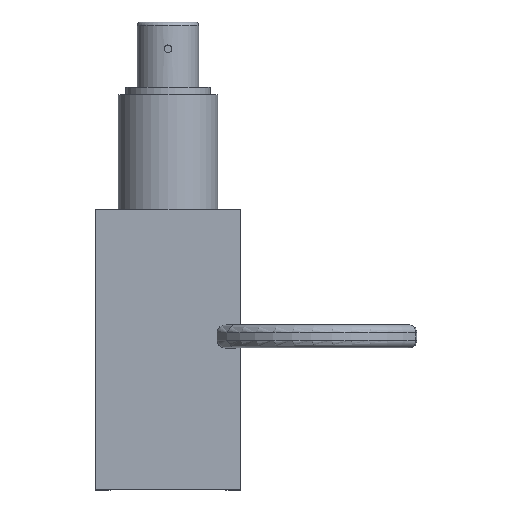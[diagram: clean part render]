
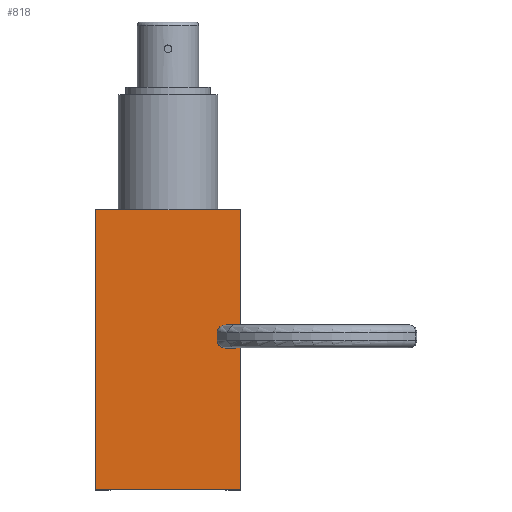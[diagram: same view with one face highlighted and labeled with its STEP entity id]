
A CAD part, top view. The second image highlights one B-rep face of the part: STEP entity #818.
In plain terms, the highlighted planar face has unit normal (0, 0, 1).
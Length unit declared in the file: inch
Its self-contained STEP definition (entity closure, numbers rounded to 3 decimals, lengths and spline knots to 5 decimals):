
#91=FACE_BOUND('',#169,.T.);
#106=B_SPLINE_CURVE_WITH_KNOTS('',3,(#1254,#1255,#1256,#1257,#1258,#1259,
#1260,#1261,#1262,#1263,#1264,#1265,#1266,#1267,#1268,#1269,#1270,#1271),
 .UNSPECIFIED.,.F.,.F.,(4,2,2,2,2,2,2,2,4),(3.16752,3.34418,
3.52084,3.71203,3.90322,4.11132,4.31943,
4.53941,4.75939),.UNSPECIFIED.);
#107=B_SPLINE_CURVE_WITH_KNOTS('',3,(#1275,#1276,#1277,#1278,#1279,#1280,
#1281,#1282,#1283,#1284,#1285,#1286,#1287,#1288,#1289,#1290,#1291,#1292),
 .UNSPECIFIED.,.F.,.F.,(4,2,2,2,2,2,2,2,4),(1.57565,1.79563,
2.01561,2.22371,2.43182,2.623,2.81419,
2.99086,3.16752),.UNSPECIFIED.);
#108=B_SPLINE_CURVE_WITH_KNOTS('',3,(#1296,#1297,#1298,#1299,#1300,#1301,
#1302,#1303,#1304,#1305,#1306,#1307,#1308,#1309,#1310,#1311,#1312,#1313),
 .UNSPECIFIED.,.F.,.F.,(4,2,2,2,2,2,2,2,4),(0.,0.17891,0.35782,
0.5463,0.73477,0.93635,1.13793,
1.35293,1.56793),.UNSPECIFIED.);
#109=B_SPLINE_CURVE_WITH_KNOTS('',3,(#1317,#1318,#1319,#1320,#1321,#1322,
#1323,#1324,#1325,#1326,#1327,#1328,#1329,#1330,#1331,#1332,#1333,#1334),
 .UNSPECIFIED.,.F.,.F.,(4,2,2,2,2,2,2,2,4),(-1.56793,-1.35293,
-1.13793,-0.93635,-0.73477,-0.5463,
-0.35782,-0.17891,0.),.UNSPECIFIED.);
#115=FACE_OUTER_BOUND('',#168,.T.);
#168=EDGE_LOOP('',(#554,#555,#556,#557,#558));
#169=EDGE_LOOP('',(#559,#560,#561,#562,#563,#564,#565,#566));
#236=LINE('',#1244,#298);
#237=LINE('',#1246,#299);
#238=LINE('',#1248,#300);
#239=LINE('',#1250,#301);
#240=LINE('',#1251,#302);
#241=LINE('',#1273,#303);
#242=LINE('',#1294,#304);
#243=LINE('',#1315,#305);
#244=LINE('',#1335,#306);
#298=VECTOR('',#978,1.);
#299=VECTOR('',#979,1.);
#300=VECTOR('',#980,1.);
#301=VECTOR('',#981,1.);
#302=VECTOR('',#982,1.);
#303=VECTOR('',#983,1.);
#304=VECTOR('',#984,1.);
#305=VECTOR('',#985,1.);
#306=VECTOR('',#986,1.);
#360=VERTEX_POINT('',#1242);
#361=VERTEX_POINT('',#1243);
#362=VERTEX_POINT('',#1245);
#363=VERTEX_POINT('',#1247);
#364=VERTEX_POINT('',#1249);
#365=VERTEX_POINT('',#1252);
#366=VERTEX_POINT('',#1253);
#367=VERTEX_POINT('',#1272);
#368=VERTEX_POINT('',#1274);
#369=VERTEX_POINT('',#1293);
#370=VERTEX_POINT('',#1295);
#371=VERTEX_POINT('',#1314);
#372=VERTEX_POINT('',#1316);
#435=EDGE_CURVE('',#360,#361,#236,.T.);
#436=EDGE_CURVE('',#362,#360,#237,.T.);
#437=EDGE_CURVE('',#363,#362,#238,.T.);
#438=EDGE_CURVE('',#364,#363,#239,.T.);
#439=EDGE_CURVE('',#361,#364,#240,.T.);
#440=EDGE_CURVE('',#365,#366,#106,.T.);
#441=EDGE_CURVE('',#367,#365,#241,.T.);
#442=EDGE_CURVE('',#368,#367,#107,.T.);
#443=EDGE_CURVE('',#369,#368,#242,.T.);
#444=EDGE_CURVE('',#370,#369,#108,.T.);
#445=EDGE_CURVE('',#371,#370,#243,.T.);
#446=EDGE_CURVE('',#372,#371,#109,.T.);
#447=EDGE_CURVE('',#366,#372,#244,.T.);
#554=ORIENTED_EDGE('',*,*,#435,.F.);
#555=ORIENTED_EDGE('',*,*,#436,.F.);
#556=ORIENTED_EDGE('',*,*,#437,.F.);
#557=ORIENTED_EDGE('',*,*,#438,.F.);
#558=ORIENTED_EDGE('',*,*,#439,.F.);
#559=ORIENTED_EDGE('',*,*,#440,.F.);
#560=ORIENTED_EDGE('',*,*,#441,.F.);
#561=ORIENTED_EDGE('',*,*,#442,.F.);
#562=ORIENTED_EDGE('',*,*,#443,.F.);
#563=ORIENTED_EDGE('',*,*,#444,.F.);
#564=ORIENTED_EDGE('',*,*,#445,.F.);
#565=ORIENTED_EDGE('',*,*,#446,.F.);
#566=ORIENTED_EDGE('',*,*,#447,.F.);
#792=PLANE('',#873);
#818=ADVANCED_FACE('',(#115,#91),#792,.T.);
#873=AXIS2_PLACEMENT_3D('',#1241,#976,#977);
#976=DIRECTION('center_axis',(0.,0.,1.));
#977=DIRECTION('ref_axis',(-1.,0.,0.));
#978=DIRECTION('',(1.,0.,0.));
#979=DIRECTION('',(0.,1.,0.));
#980=DIRECTION('',(-1.,0.,0.));
#981=DIRECTION('',(0.,-1.,0.));
#982=DIRECTION('',(1.,0.,0.));
#983=DIRECTION('',(0.,1.,0.));
#984=DIRECTION('',(1.,0.,0.));
#985=DIRECTION('',(0.,-1.,0.));
#986=DIRECTION('',(-1.,0.,0.));
#1241=CARTESIAN_POINT('Origin',(0.,35.5,15.5));
#1242=CARTESIAN_POINT('',(-9.5,36.5,15.5));
#1243=CARTESIAN_POINT('',(0.,36.5,15.5));
#1244=CARTESIAN_POINT('',(0.,36.5,15.5));
#1245=CARTESIAN_POINT('',(-9.5,0.,15.5));
#1246=CARTESIAN_POINT('',(-9.5,35.5,15.5));
#1247=CARTESIAN_POINT('',(9.5,0.,15.5));
#1248=CARTESIAN_POINT('',(0.,0.,15.5));
#1249=CARTESIAN_POINT('',(9.5,36.5,15.5));
#1250=CARTESIAN_POINT('',(9.5,25.,15.5));
#1251=CARTESIAN_POINT('',(0.,36.5,15.5));
#1252=CARTESIAN_POINT('',(9.21912,20.5,15.5));
#1253=CARTESIAN_POINT('',(8.06989,21.5,15.5));
#1254=CARTESIAN_POINT('Ctrl Pts',(9.21912,20.5,15.5));
#1255=CARTESIAN_POINT('Ctrl Pts',(9.21912,20.55889,15.5));
#1256=CARTESIAN_POINT('Ctrl Pts',(9.21265,20.62308,15.5));
#1257=CARTESIAN_POINT('Ctrl Pts',(9.18511,20.74832,15.5));
#1258=CARTESIAN_POINT('Ctrl Pts',(9.16407,20.80936,15.5));
#1259=CARTESIAN_POINT('Ctrl Pts',(9.1135,20.92107,15.5));
#1260=CARTESIAN_POINT('Ctrl Pts',(9.07845,20.98145,15.5));
#1261=CARTESIAN_POINT('Ctrl Pts',(8.99594,21.09318,15.5));
#1262=CARTESIAN_POINT('Ctrl Pts',(8.94853,21.14457,15.5));
#1263=CARTESIAN_POINT('Ctrl Pts',(8.85028,21.23436,15.5));
#1264=CARTESIAN_POINT('Ctrl Pts',(8.78963,21.28023,15.5));
#1265=CARTESIAN_POINT('Ctrl Pts',(8.66026,21.35883,15.5));
#1266=CARTESIAN_POINT('Ctrl Pts',(8.59155,21.3916,15.5));
#1267=CARTESIAN_POINT('Ctrl Pts',(8.45822,21.44244,15.5));
#1268=CARTESIAN_POINT('Ctrl Pts',(8.3809,21.46458,15.5));
#1269=CARTESIAN_POINT('Ctrl Pts',(8.22339,21.49335,15.5));
#1270=CARTESIAN_POINT('Ctrl Pts',(8.14322,21.5,15.5));
#1271=CARTESIAN_POINT('Ctrl Pts',(8.06989,21.5,15.5));
#1272=CARTESIAN_POINT('',(9.21912,19.5,15.5));
#1273=CARTESIAN_POINT('',(9.21912,20.5,15.5));
#1274=CARTESIAN_POINT('',(8.06989,18.5,15.5));
#1275=CARTESIAN_POINT('Ctrl Pts',(8.06989,18.5,15.5));
#1276=CARTESIAN_POINT('Ctrl Pts',(8.14322,18.5,15.5));
#1277=CARTESIAN_POINT('Ctrl Pts',(8.22339,18.50665,15.5));
#1278=CARTESIAN_POINT('Ctrl Pts',(8.3809,18.53542,15.5));
#1279=CARTESIAN_POINT('Ctrl Pts',(8.45822,18.55756,15.5));
#1280=CARTESIAN_POINT('Ctrl Pts',(8.59155,18.6084,15.5));
#1281=CARTESIAN_POINT('Ctrl Pts',(8.66026,18.64117,15.5));
#1282=CARTESIAN_POINT('Ctrl Pts',(8.78963,18.71977,15.5));
#1283=CARTESIAN_POINT('Ctrl Pts',(8.85028,18.76564,15.5));
#1284=CARTESIAN_POINT('Ctrl Pts',(8.94853,18.85543,15.5));
#1285=CARTESIAN_POINT('Ctrl Pts',(8.99594,18.90682,15.5));
#1286=CARTESIAN_POINT('Ctrl Pts',(9.07845,19.01855,15.5));
#1287=CARTESIAN_POINT('Ctrl Pts',(9.1135,19.07893,15.5));
#1288=CARTESIAN_POINT('Ctrl Pts',(9.16407,19.19064,15.5));
#1289=CARTESIAN_POINT('Ctrl Pts',(9.18511,19.25168,15.5));
#1290=CARTESIAN_POINT('Ctrl Pts',(9.21265,19.37692,15.5));
#1291=CARTESIAN_POINT('Ctrl Pts',(9.21912,19.44111,15.5));
#1292=CARTESIAN_POINT('Ctrl Pts',(9.21912,19.5,15.5));
#1293=CARTESIAN_POINT('',(7.50493,18.5,15.5));
#1294=CARTESIAN_POINT('',(9.97822,18.5,15.5));
#1295=CARTESIAN_POINT('',(6.3903,19.5,15.5));
#1296=CARTESIAN_POINT('Ctrl Pts',(6.3903,19.5,15.5));
#1297=CARTESIAN_POINT('Ctrl Pts',(6.3903,19.44036,15.5));
#1298=CARTESIAN_POINT('Ctrl Pts',(6.3966,19.3753,15.5));
#1299=CARTESIAN_POINT('Ctrl Pts',(6.42355,19.2482,15.5));
#1300=CARTESIAN_POINT('Ctrl Pts',(6.44418,19.18615,15.5));
#1301=CARTESIAN_POINT('Ctrl Pts',(6.49338,19.074,15.5));
#1302=CARTESIAN_POINT('Ctrl Pts',(6.52704,19.01394,15.5));
#1303=CARTESIAN_POINT('Ctrl Pts',(6.60665,18.90252,15.5));
#1304=CARTESIAN_POINT('Ctrl Pts',(6.65256,18.85113,15.5));
#1305=CARTESIAN_POINT('Ctrl Pts',(6.7473,18.76209,15.5));
#1306=CARTESIAN_POINT('Ctrl Pts',(6.80546,18.71688,15.5));
#1307=CARTESIAN_POINT('Ctrl Pts',(6.9299,18.63939,15.5));
#1308=CARTESIAN_POINT('Ctrl Pts',(6.99616,18.60708,15.5));
#1309=CARTESIAN_POINT('Ctrl Pts',(7.12558,18.55674,15.5));
#1310=CARTESIAN_POINT('Ctrl Pts',(7.20106,18.53484,15.5));
#1311=CARTESIAN_POINT('Ctrl Pts',(7.3549,18.50648,15.5));
#1312=CARTESIAN_POINT('Ctrl Pts',(7.43327,18.5,15.5));
#1313=CARTESIAN_POINT('Ctrl Pts',(7.50493,18.5,15.5));
#1314=CARTESIAN_POINT('',(6.3903,20.5,15.5));
#1315=CARTESIAN_POINT('',(6.3903,20.5,15.5));
#1316=CARTESIAN_POINT('',(7.50493,21.5,15.5));
#1317=CARTESIAN_POINT('Ctrl Pts',(7.50493,21.5,15.5));
#1318=CARTESIAN_POINT('Ctrl Pts',(7.43327,21.5,15.5));
#1319=CARTESIAN_POINT('Ctrl Pts',(7.3549,21.49352,15.5));
#1320=CARTESIAN_POINT('Ctrl Pts',(7.20106,21.46516,15.5));
#1321=CARTESIAN_POINT('Ctrl Pts',(7.12558,21.44326,15.5));
#1322=CARTESIAN_POINT('Ctrl Pts',(6.99616,21.39292,15.5));
#1323=CARTESIAN_POINT('Ctrl Pts',(6.9299,21.36061,15.5));
#1324=CARTESIAN_POINT('Ctrl Pts',(6.80546,21.28312,15.5));
#1325=CARTESIAN_POINT('Ctrl Pts',(6.7473,21.23791,15.5));
#1326=CARTESIAN_POINT('Ctrl Pts',(6.65256,21.14887,15.5));
#1327=CARTESIAN_POINT('Ctrl Pts',(6.60665,21.09748,15.5));
#1328=CARTESIAN_POINT('Ctrl Pts',(6.52704,20.98606,15.5));
#1329=CARTESIAN_POINT('Ctrl Pts',(6.49338,20.926,15.5));
#1330=CARTESIAN_POINT('Ctrl Pts',(6.44418,20.81385,15.5));
#1331=CARTESIAN_POINT('Ctrl Pts',(6.42355,20.7518,15.5));
#1332=CARTESIAN_POINT('Ctrl Pts',(6.3966,20.6247,15.5));
#1333=CARTESIAN_POINT('Ctrl Pts',(6.3903,20.55964,15.5));
#1334=CARTESIAN_POINT('Ctrl Pts',(6.3903,20.5,15.5));
#1335=CARTESIAN_POINT('',(9.97822,21.5,15.5));
